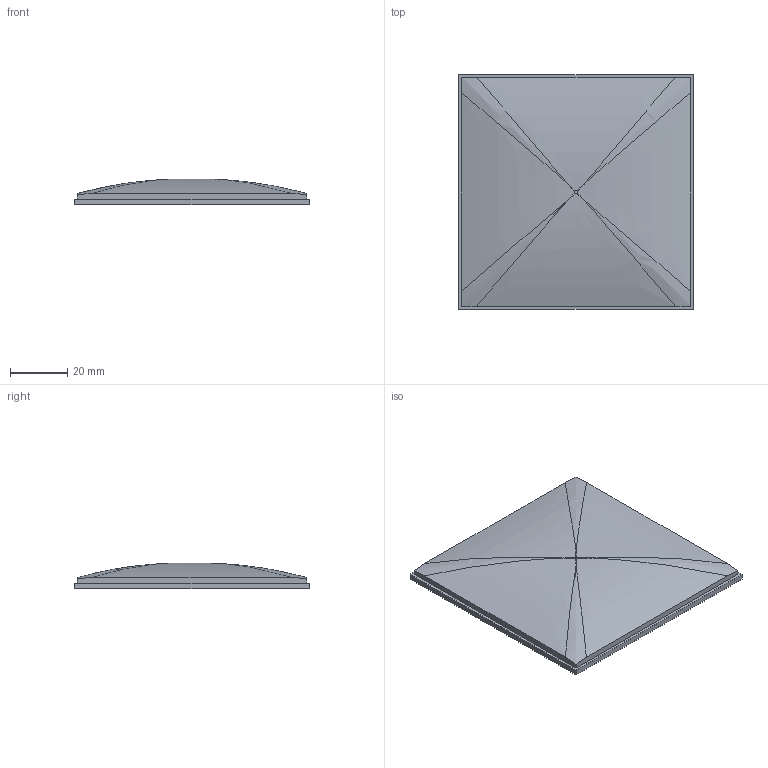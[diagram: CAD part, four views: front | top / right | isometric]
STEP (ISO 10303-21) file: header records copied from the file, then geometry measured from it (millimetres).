
FILE_DESCRIPTION (( 'STEP AP214' ), '1' );
FILE_NAME ('bouton.STEP', '2022-12-03T16:22:55', ( '' ), ( '' ), 'SwSTEP 2.0', 'SolidWorks 2021', '' );
FILE_SCHEMA (( 'AUTOMOTIVE_DESIGN' ));
Length unit declared in the file: millimetre
Products named in the file (1): bouton
Bounding box: 82 x 82 x 9.03 mm (x, y, z)
Volume: 43190.7 mm3; surface area: 14846.1 mm2
Topology: 1 solids, 1 shells, 23 faces, 64 edges, 32 vertices
Faces by surface type: bspline 12, plane 11
Entity records: 1484 total; most frequent: CARTESIAN_POINT 1024, ORIENTED_EDGE 104, DIRECTION 56, EDGE_CURVE 52, VERTEX_POINT 32, VECTOR 24, B_SPLINE_CURVE_WITH_KNOTS 24, EDGE_LOOP 24
